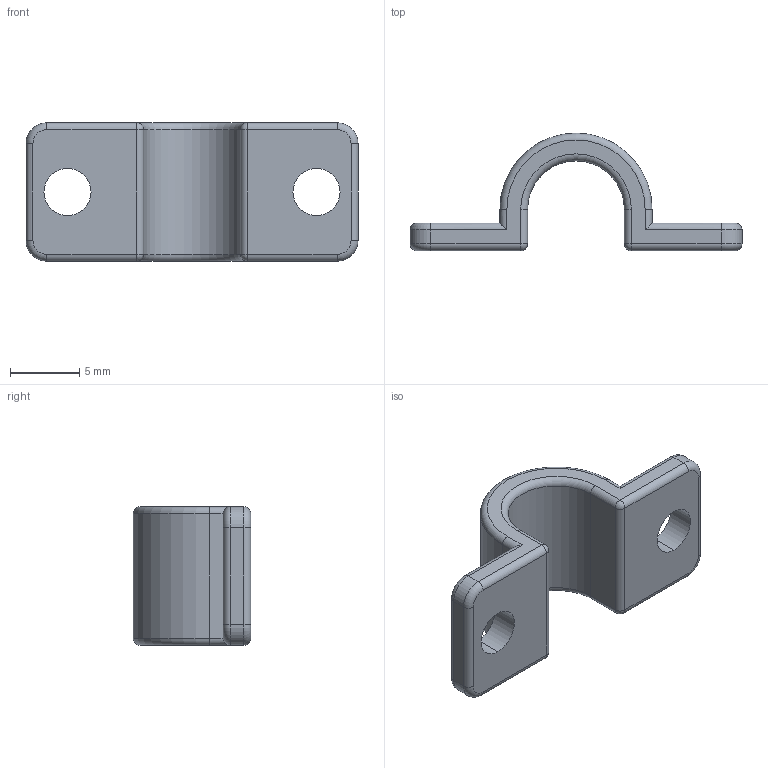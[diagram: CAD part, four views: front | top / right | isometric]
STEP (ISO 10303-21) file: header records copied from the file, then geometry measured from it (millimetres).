
FILE_DESCRIPTION (( 'STEP AP214' ), '1' );
FILE_NAME ('cable relief clamp 2.STEP', '2025-09-18T19:08:20', ( '' ), ( '' ), 'SwSTEP 2.0', 'SolidWorks 2024', '' );
FILE_SCHEMA (( 'AUTOMOTIVE_DESIGN' ));
Length unit declared in the file: millimetre
Products named in the file (1): cable relief clamp 2
Bounding box: 24 x 8.5 x 10 mm (x, y, z)
Volume: 612.6 mm3; surface area: 792.2 mm2
Topology: 1 solids, 1 shells, 60 faces, 138 edges, 76 vertices
Faces by surface type: cylinder 32, plane 12, torus 12, sphere 4
Entity records: 1677 total; most frequent: DIRECTION 320, CARTESIAN_POINT 283, ORIENTED_EDGE 268, EDGE_CURVE 134, AXIS2_PLACEMENT_3D 129, VERTEX_POINT 76, CIRCLE 68, EDGE_LOOP 64
